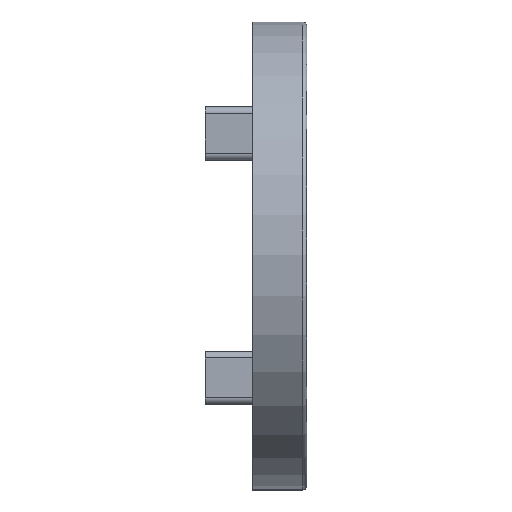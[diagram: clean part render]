
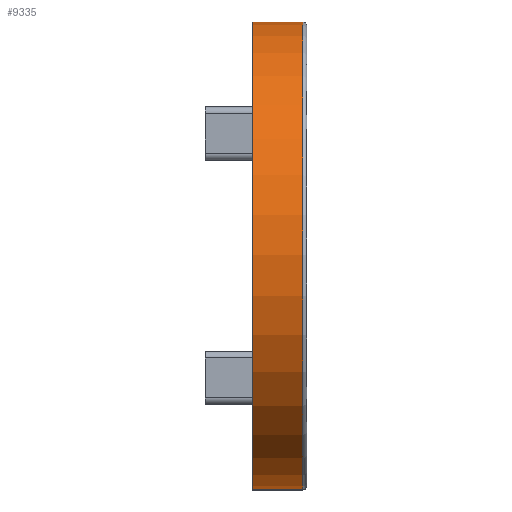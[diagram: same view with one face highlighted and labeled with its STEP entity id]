
A CAD part, top view. The second image highlights one B-rep face of the part: STEP entity #9335.
In plain terms, the highlighted cylindrical face has radius 17.25 mm (diameter 34.5 mm), a partial arc.
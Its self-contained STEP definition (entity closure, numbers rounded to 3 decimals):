
#1422 = DIRECTION ( 'NONE',  ( -1., 0., 0. ) ) ;
#1740 = DIRECTION ( 'NONE',  ( 0., 0., 1. ) ) ;
#2457 = CARTESIAN_POINT ( 'NONE',  ( 3.7, -17.25, 20.25 ) ) ;
#3866 = CARTESIAN_POINT ( 'NONE',  ( 4., -17.25, 20.25 ) ) ;
#4068 = LINE ( 'NONE', #16076, #14792 ) ;
#4138 = EDGE_CURVE ( 'NONE', #8866, #18039, #11458, .T. ) ;
#5040 = CARTESIAN_POINT ( 'NONE',  ( 4., 0., 20.25 ) ) ;
#6441 = ORIENTED_EDGE ( 'NONE', *, *, #19259, .F. ) ;
#7026 = DIRECTION ( 'NONE',  ( -1., 0., 0. ) ) ;
#7158 = FACE_OUTER_BOUND ( 'NONE', #11075, .T. ) ;
#7281 = VERTEX_POINT ( 'NONE', #2457 ) ;
#7300 = CARTESIAN_POINT ( 'NONE',  ( 3.7, 17.25, 20.25 ) ) ;
#8866 = VERTEX_POINT ( 'NONE', #19036 ) ;
#9335 = ADVANCED_FACE ( 'NONE', ( #7158 ), #10843, .T. ) ;
#9343 = AXIS2_PLACEMENT_3D ( 'NONE', #17245, #17189, #9491 ) ;
#9491 = DIRECTION ( 'NONE',  ( 0., 0., -1. ) ) ;
#9754 = DIRECTION ( 'NONE',  ( -1., 0., 0. ) ) ;
#10616 = VECTOR ( 'NONE', #7026, 1000. ) ;
#10843 = CYLINDRICAL_SURFACE ( 'NONE', #13041, 17.25 ) ;
#11075 = EDGE_LOOP ( 'NONE', ( #6441, #11485, #16079, #18019 ) ) ;
#11191 = DIRECTION ( 'NONE',  ( -1., 0., 0. ) ) ;
#11458 = CIRCLE ( 'NONE', #9343, 17.25 ) ;
#11485 = ORIENTED_EDGE ( 'NONE', *, *, #13770, .T. ) ;
#12251 = DIRECTION ( 'NONE',  ( 0., 0., -1. ) ) ;
#12478 = CIRCLE ( 'NONE', #15519, 17.25 ) ;
#13041 = AXIS2_PLACEMENT_3D ( 'NONE', #5040, #11191, #1740 ) ;
#13576 = LINE ( 'NONE', #3866, #10616 ) ;
#13619 = CARTESIAN_POINT ( 'NONE',  ( 3.7, 0., 20.25 ) ) ;
#13770 = EDGE_CURVE ( 'NONE', #7281, #16158, #12478, .T. ) ;
#14792 = VECTOR ( 'NONE', #9754, 1000. ) ;
#15519 = AXIS2_PLACEMENT_3D ( 'NONE', #13619, #1422, #12251 ) ;
#16076 = CARTESIAN_POINT ( 'NONE',  ( 4., 17.25, 20.25 ) ) ;
#16079 = ORIENTED_EDGE ( 'NONE', *, *, #18220, .T. ) ;
#16158 = VERTEX_POINT ( 'NONE', #7300 ) ;
#16406 = CARTESIAN_POINT ( 'NONE',  ( 0., -17.25, 20.25 ) ) ;
#17189 = DIRECTION ( 'NONE',  ( 1., 0., 0. ) ) ;
#17245 = CARTESIAN_POINT ( 'NONE',  ( 0., 0., 20.25 ) ) ;
#18019 = ORIENTED_EDGE ( 'NONE', *, *, #4138, .T. ) ;
#18039 = VERTEX_POINT ( 'NONE', #16406 ) ;
#18220 = EDGE_CURVE ( 'NONE', #16158, #8866, #4068, .T. ) ;
#19036 = CARTESIAN_POINT ( 'NONE',  ( 0., 17.25, 20.25 ) ) ;
#19259 = EDGE_CURVE ( 'NONE', #7281, #18039, #13576, .T. ) ;
